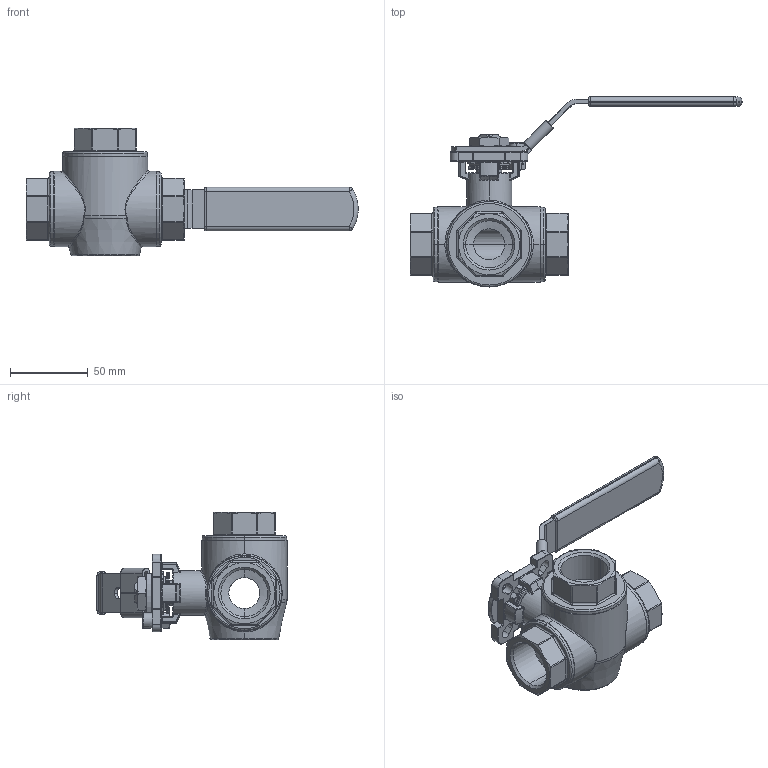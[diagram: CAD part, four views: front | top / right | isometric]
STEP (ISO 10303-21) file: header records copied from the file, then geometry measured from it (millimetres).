
FILE_DESCRIPTION (( 'STEP AP214' ), '1' );
FILE_NAME ('3W-100-00T-4 3-Wege-Kugelhahn 1801.STEP', '2018-03-13T16:30:22', ( '' ), ( '' ), 'SwSTEP 2.0', 'SolidWorks 2016', '' );
FILE_SCHEMA (( 'AUTOMOTIVE_DESIGN' ));
Length unit declared in the file: millimetre
Products named in the file (1): 3W-100-00T-4 3-Wege-Kugelhahn 1801
Bounding box: 213.93 x 122.5 x 82 mm (x, y, z)
Volume: 237889.1 mm3; surface area: 59313.1 mm2
Topology: 1 solids, 1 shells, 1247 faces, 3084 edges, 1842 vertices
Faces by surface type: plane 382, cylinder 352, bspline 217, torus 174, cone 64, sphere 58
Entity records: 52428 total; most frequent: CARTESIAN_POINT 20980, ORIENTED_EDGE 6076, DIRECTION 5531, EDGE_CURVE 3038, AXIS2_PLACEMENT_3D 2059, VERTEX_POINT 1840, VECTOR 1413, LINE 1413
